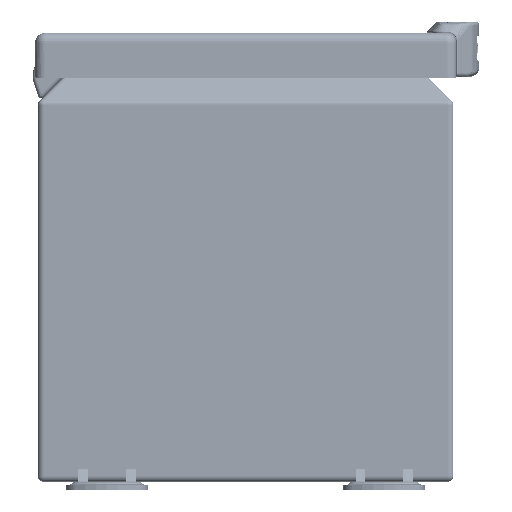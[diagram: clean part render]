
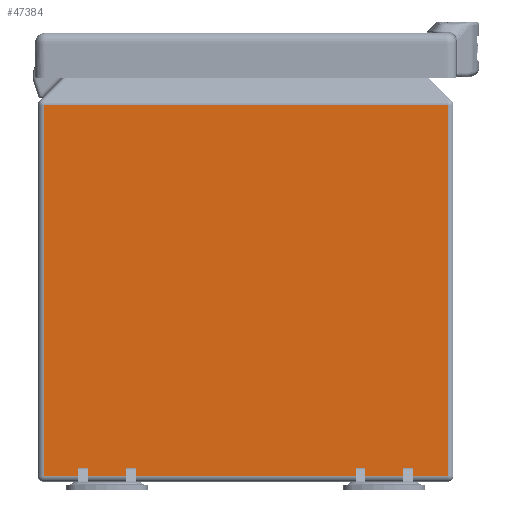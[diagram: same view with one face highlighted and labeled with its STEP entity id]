
A CAD part, front view. The second image highlights one B-rep face of the part: STEP entity #47384.
In plain terms, the highlighted planar face has unit normal (0, -1, 0).
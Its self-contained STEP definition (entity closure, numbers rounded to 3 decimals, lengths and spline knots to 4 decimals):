
#2969=PLANE('',#51068);
#4215=FACE_OUTER_BOUND('',#7166,.T.);
#7166=EDGE_LOOP('',(#32549,#32550,#32551,#32552));
#10342=LINE('',#69441,#14370);
#10344=LINE('',#69454,#14372);
#10345=LINE('',#69458,#14373);
#10346=LINE('',#69459,#14374);
#14370=VECTOR('',#56025,0.3937);
#14372=VECTOR('',#56043,0.3937);
#14373=VECTOR('',#56048,0.3937);
#14374=VECTOR('',#56049,0.3937);
#20274=VERTEX_POINT('',#69438);
#20275=VERTEX_POINT('',#69440);
#20278=VERTEX_POINT('',#69453);
#20279=VERTEX_POINT('',#69457);
#24919=EDGE_CURVE('',#20274,#20275,#10342,.T.);
#24926=EDGE_CURVE('',#20275,#20278,#10344,.T.);
#24928=EDGE_CURVE('',#20279,#20274,#10345,.T.);
#24929=EDGE_CURVE('',#20278,#20279,#10346,.T.);
#32549=ORIENTED_EDGE('',*,*,#24919,.F.);
#32550=ORIENTED_EDGE('',*,*,#24928,.F.);
#32551=ORIENTED_EDGE('',*,*,#24929,.F.);
#32552=ORIENTED_EDGE('',*,*,#24926,.F.);
#47384=ADVANCED_FACE('',(#4215),#2969,.F.);
#51068=AXIS2_PLACEMENT_3D('',#69456,#56046,#56047);
#56025=DIRECTION('',(0.,0.,1.));
#56043=DIRECTION('',(1.,0.,0.));
#56046=DIRECTION('center_axis',(0.,1.,0.));
#56047=DIRECTION('ref_axis',(0.,0.,1.));
#56048=DIRECTION('',(-1.,0.,0.));
#56049=DIRECTION('',(0.,0.,-1.));
#69438=CARTESIAN_POINT('',(-2.916,-4.,0.084));
#69440=CARTESIAN_POINT('',(-2.916,-4.,5.4372));
#69441=CARTESIAN_POINT('',(-2.916,-4.,3.0646));
#69453=CARTESIAN_POINT('',(2.916,-4.,5.4372));
#69454=CARTESIAN_POINT('',(0.,-4.,5.4372));
#69456=CARTESIAN_POINT('Origin',(0.,-4.,2.736));
#69457=CARTESIAN_POINT('',(2.916,-4.,0.084));
#69458=CARTESIAN_POINT('',(0.,-4.,0.084));
#69459=CARTESIAN_POINT('',(2.916,-4.,3.0436));
